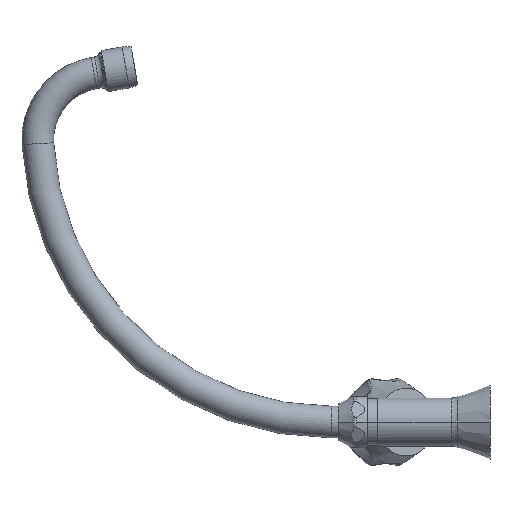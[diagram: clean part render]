
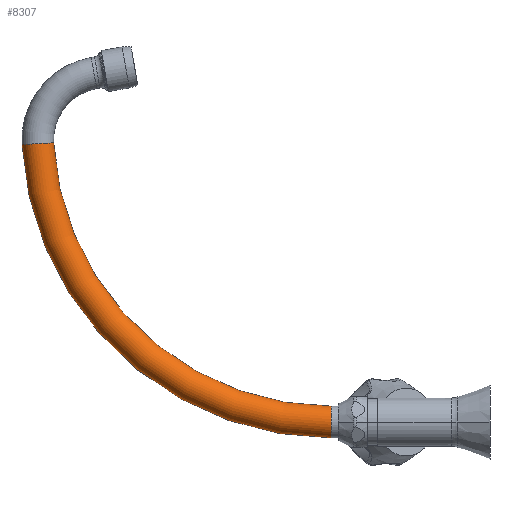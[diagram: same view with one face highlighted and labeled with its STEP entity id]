
A CAD part, left-side view. The second image highlights one B-rep face of the part: STEP entity #8307.
In plain terms, the highlighted toroidal (fillet/blend) face has major radius 166.98 mm and minor radius 9 mm.
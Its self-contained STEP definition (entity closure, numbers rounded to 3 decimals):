
#2689=CARTESIAN_POINT('',(0.,90.1,0.));
#2690=DIRECTION('',(0.,1.,0.));
#2691=DIRECTION('',(0.,0.,-1.));
#2692=AXIS2_PLACEMENT_3D('',#2689,#2690,#2691);
#2694=CARTESIAN_POINT('',(0.,90.1,166.98));
#2695=DIRECTION('',(1.,0.,0.));
#2696=DIRECTION('',(0.,0.,-1.));
#2697=AXIS2_PLACEMENT_3D('',#2694,#2695,#2696);
#2704=CARTESIAN_POINT('',(0.,90.1,166.98));
#2705=DIRECTION('',(1.,0.,0.));
#2706=DIRECTION('',(0.,0.,-1.));
#2707=AXIS2_PLACEMENT_3D('',#2704,#2705,#2706);
#2719=CARTESIAN_POINT('',(0.,256.846,
158.137));
#2720=DIRECTION('',(0.,0.053,0.999));
#2721=DIRECTION('',(0.,0.999,-0.053));
#2722=AXIS2_PLACEMENT_3D('',#2719,#2720,#2721);
#3070=CARTESIAN_POINT('',(0.,90.1,9.));
#3071=CARTESIAN_POINT('',(0.,90.1,-9.));
#3072=VERTEX_POINT('',#3070);
#3073=VERTEX_POINT('',#3071);
#3074=CARTESIAN_POINT('',(0.,247.858,
158.614));
#3075=CARTESIAN_POINT('',(0.,265.833,
157.66));
#3076=VERTEX_POINT('',#3074);
#3077=VERTEX_POINT('',#3075);
#8293=CARTESIAN_POINT('',(0.,90.1,166.98));
#8294=DIRECTION('',(1.,0.,0.));
#8295=DIRECTION('',(0.,0.,1.));
#8296=AXIS2_PLACEMENT_3D('',#8293,#8294,#8295);
#8297=TOROIDAL_SURFACE('',#8296,166.98,9.);
#8298=ORIENTED_EDGE('',*,*,#8280,.F.);
#8300=ORIENTED_EDGE('',*,*,#8299,.T.);
#8302=ORIENTED_EDGE('',*,*,#8301,.T.);
#8304=ORIENTED_EDGE('',*,*,#8303,.F.);
#8305=EDGE_LOOP('',(#8298,#8300,#8302,#8304));
#8306=FACE_OUTER_BOUND('',#8305,.F.);
#8307=ADVANCED_FACE('',(#8306),#8297,.T.);
#2693=CIRCLE('',#2692,9.);
#2698=CIRCLE('',#2697,175.98);
#2708=CIRCLE('',#2707,157.98);
#2723=CIRCLE('',#2722,9.);
#8280=EDGE_CURVE('',#3073,#3072,#2693,.T.);
#8299=EDGE_CURVE('',#3073,#3077,#2698,.T.);
#8301=EDGE_CURVE('',#3077,#3076,#2723,.T.);
#8303=EDGE_CURVE('',#3072,#3076,#2708,.T.);
